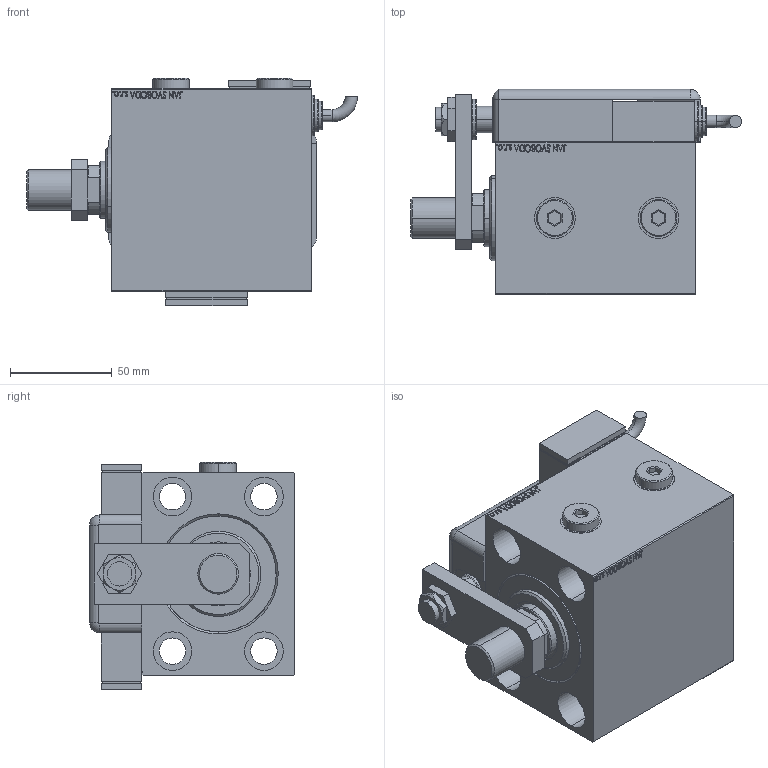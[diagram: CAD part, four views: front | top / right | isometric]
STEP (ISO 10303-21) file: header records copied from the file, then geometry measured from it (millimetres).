
FILE_DESCRIPTION (( 'STEP AP203' ), '1' );
FILE_NAME ('2d17.STEP', '2024-02-13T08:50:16', ( '' ), ( '' ), 'SwSTEP 2.0', 'SolidWorks 2019', '' );
FILE_SCHEMA (( 'CONFIG_CONTROL_DESIGN' ));
Length unit declared in the file: millimetre
Products named in the file (15): ZARAZKA_Q 846a503409bbbb92fb4b8e7da0d17fb8; 2d17; TYC 846a503409bbbb92fb4b8e7da0d17fb8; V450CM_MALE_METRIC 846a503409bbbb92fb4b8e7da0d17fb8; KRYT 846a503409bbbb92fb4b8e7da0d17fb8; SWITCH DIM A_G 846a503409bbbb92fb4b8e7da0d17fb8; V450CM_C_VCP 846a503409bbbb92fb4b8e7da0d17fb8; NUT_D13 846a503409bbbb92fb4b8e7da0d17fb8; SWITCH Q 846a503409bbbb92fb4b8e7da0d17fb8; SWITCH_Q_FRONT_BACK 846a503409bbbb92fb4b8e7da0d17fb8; Zatka_OIL_PORT 846a503409bbbb92fb4b8e7da0d17fb8; V450CM_C_Body 846a503409bbbb92fb4b8e7da0d17fb8; MAGNETIC SWITCH Q 846a503409bbbb92fb4b8e7da0d17fb8; V450CM_VC_B 846a503409bbbb92fb4b8e7da0d17fb8; NUT_D19 846a503409bbbb92fb4b8e7da0d17fb8
Assembly tree (16 placements, depth 3):
  2d17
    V450CM_C_Body 846a503409bbbb92fb4b8e7da0d17fb8
    V450CM_C_VCP 846a503409bbbb92fb4b8e7da0d17fb8
    V450CM_VC_B 846a503409bbbb92fb4b8e7da0d17fb8
    V450CM_MALE_METRIC 846a503409bbbb92fb4b8e7da0d17fb8
    MAGNETIC SWITCH Q 846a503409bbbb92fb4b8e7da0d17fb8
      SWITCH_Q_FRONT_BACK 846a503409bbbb92fb4b8e7da0d17fb8
      TYC 846a503409bbbb92fb4b8e7da0d17fb8
      ZARAZKA_Q 846a503409bbbb92fb4b8e7da0d17fb8
      SWITCH DIM A_G 846a503409bbbb92fb4b8e7da0d17fb8
      NUT_D19 846a503409bbbb92fb4b8e7da0d17fb8
      NUT_D13 846a503409bbbb92fb4b8e7da0d17fb8
      KRYT 846a503409bbbb92fb4b8e7da0d17fb8
      SWITCH Q 846a503409bbbb92fb4b8e7da0d17fb8  x2
    Zatka_OIL_PORT 846a503409bbbb92fb4b8e7da0d17fb8  x2
Bounding box: 162.76 x 100.8 x 111.9 mm (x, y, z)
Volume: 780161.5 mm3; surface area: 165542.3 mm2
Topology: 16 solids, 16 shells, 1317 faces, 3312 edges, 2179 vertices
Faces by surface type: plane 653, bspline 471, cylinder 137, cone 30, torus 24, sphere 2
Entity records: 61559 total; most frequent: CARTESIAN_POINT 32570, ORIENTED_EDGE 6348, DIRECTION 4134, EDGE_CURVE 3174, VERTEX_POINT 2095, VECTOR 1884, LINE 1884, EDGE_LOOP 1441
